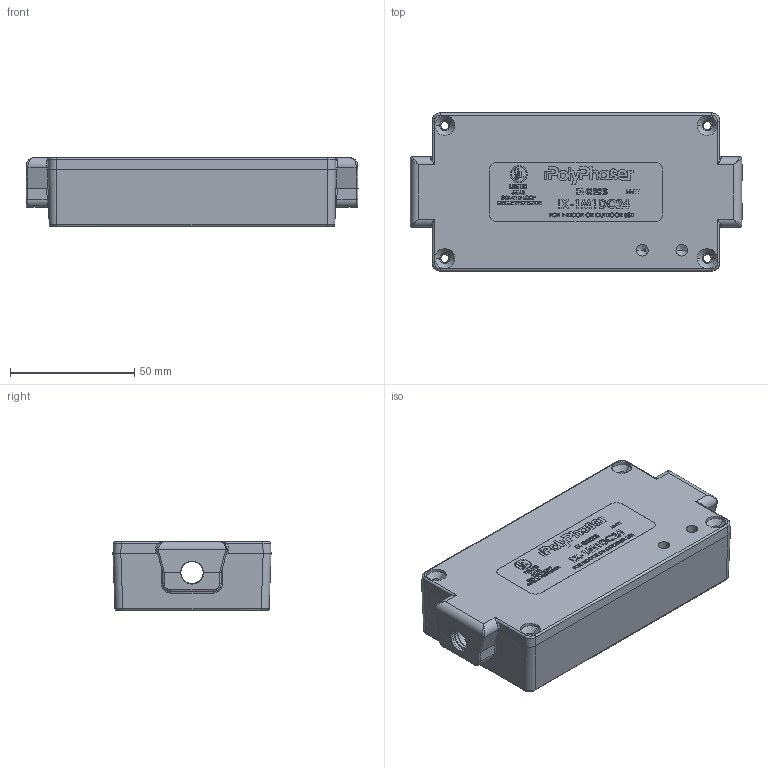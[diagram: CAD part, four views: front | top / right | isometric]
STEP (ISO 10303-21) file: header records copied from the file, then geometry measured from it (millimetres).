
FILE_DESCRIPTION (( 'STEP AP214' ), '1' );
FILE_NAME ('IX-1M1DC24.STEP', '2019-07-30T15:16:11', ( '' ), ( '' ), 'SwSTEP 2.0', 'SolidWorks 2019', '' );
FILE_SCHEMA (( 'AUTOMOTIVE_DESIGN' ));
Length unit declared in the file: inch
Products named in the file (14): 7040-0109; 7020-2763; 5331-0013; 5331-0012; 7020-3028; 5331-0012-01; 9500-0041; IX-1M1DC24; 5331-0013-01
Assembly tree (8 placements, depth 4):
  7040-0109
  5331-0013
  7020-3028
  IX-1M1DC24
    5331-0012-01
      5331-0012
    9500-0041
      5331-0013-01
        5331-0013
      7040-0109
    7020-3028
    7020-2763
  7020-2763
Bounding box: 133.35 x 63.5 x 27.67 mm (x, y, z)
Volume: 84849.3 mm3; surface area: 65101.8 mm2
Topology: 5 solids, 5 shells, 4682 faces, 12513 edges, 8213 vertices
Faces by surface type: plane 3099, bspline 1152, cylinder 391, cone 40
Entity records: 248014 total; most frequent: CARTESIAN_POINT 97199, ORIENTED_EDGE 24950, DIRECTION 17870, EDGE_CURVE 12475, VECTOR 9386, LINE 9386, VERTEX_POINT 8213, EDGE_LOOP 5114
